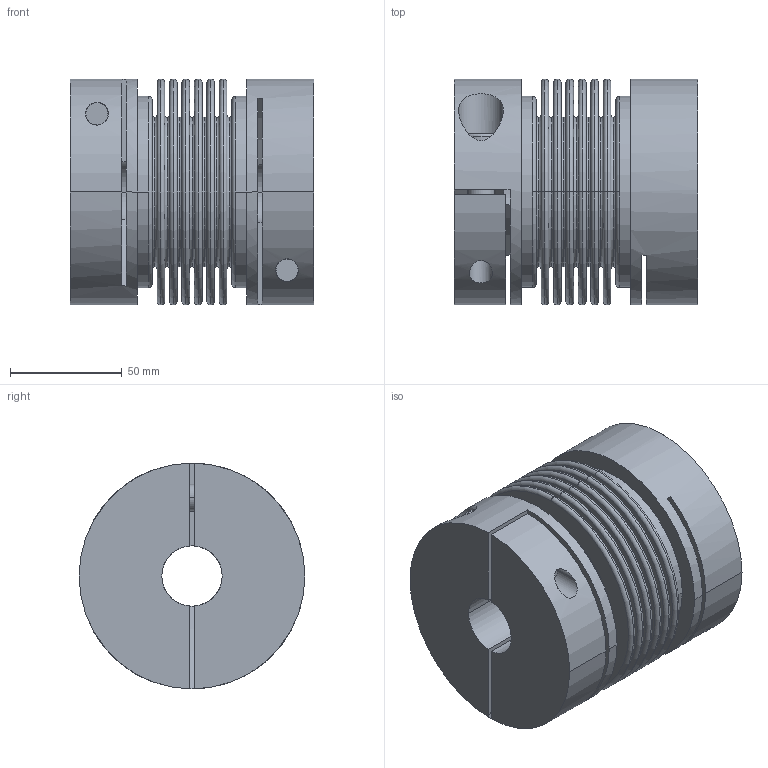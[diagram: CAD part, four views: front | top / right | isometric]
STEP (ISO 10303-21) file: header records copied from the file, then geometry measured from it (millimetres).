
FILE_DESCRIPTION(('STEP AP214'),'1');
FILE_NAME('ha-co_products_mka-s-200_-_27h7_-_27h7.stp','2019-08-20T05:26:18',('TraceParts'),('TraceParts S.A.'),'Spatial InterOp 3D',' ',' ');
FILE_SCHEMA(('AUTOMOTIVE_DESIGN { 1 0 10303 214 1 1 1 1 }'));
Length unit declared in the file: millimetre
Products named in the file (1): ha-co_products_mka-s-200_-_27h7_-_27h7
Bounding box: 109 x 101 x 101 mm (x, y, z)
Volume: 507117.7 mm3; surface area: 209201.9 mm2
Topology: 1 solids, 1 shells, 234 faces, 576 edges, 384 vertices
Faces by surface type: torus 120, plane 70, cylinder 40, cone 4
Entity records: 9370 total; most frequent: CARTESIAN_POINT 1485, DIRECTION 1482, ORIENTED_EDGE 1152, AXIS2_PLACEMENT_3D 687, EDGE_CURVE 576, CIRCLE 452, VERTEX_POINT 384, EDGE_LOOP 280
